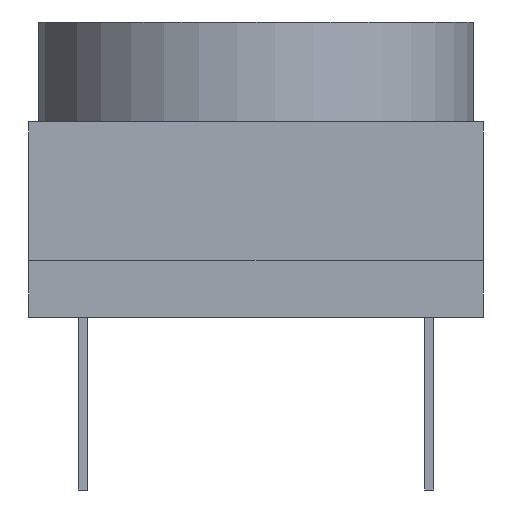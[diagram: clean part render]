
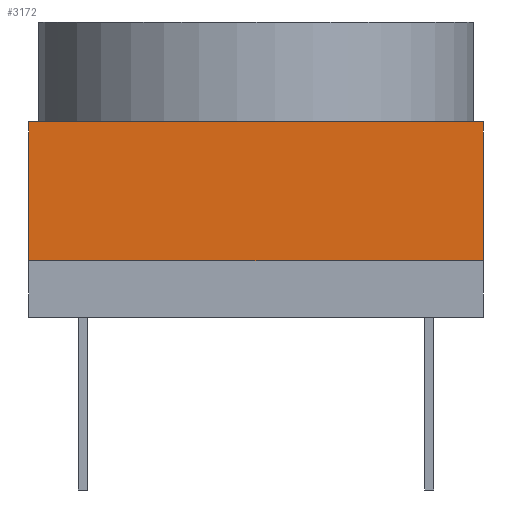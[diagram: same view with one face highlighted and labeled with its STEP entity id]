
A CAD part, front view. The second image highlights one B-rep face of the part: STEP entity #3172.
In plain terms, the highlighted planar face has unit normal (0, -1, 0).
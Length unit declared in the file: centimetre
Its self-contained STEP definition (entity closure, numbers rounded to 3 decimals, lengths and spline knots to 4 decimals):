
#340=LINE('',#4174,#672);
#524=LINE('',#5484,#856);
#530=LINE('',#5497,#862);
#536=LINE('',#5510,#868);
#672=VECTOR('',#3562,1.);
#856=VECTOR('',#3854,1.);
#862=VECTOR('',#3864,1.);
#868=VECTOR('',#3884,1.);
#1041=FACE_OUTER_BOUND('',#1234,.T.);
#1234=EDGE_LOOP('',(#2881,#2882,#2883,#2884));
#1280=VERTEX_POINT('',#4006);
#1332=VERTEX_POINT('',#4170);
#1531=VERTEX_POINT('',#5481);
#1532=VERTEX_POINT('',#5483);
#1676=EDGE_CURVE('',#1280,#1332,#340,.T.);
#1973=EDGE_CURVE('',#1532,#1531,#524,.T.);
#1980=EDGE_CURVE('',#1531,#1280,#530,.T.);
#1986=EDGE_CURVE('',#1332,#1532,#536,.T.);
#2881=ORIENTED_EDGE('',*,*,#1973,.T.);
#2882=ORIENTED_EDGE('',*,*,#1980,.T.);
#2883=ORIENTED_EDGE('',*,*,#1676,.T.);
#2884=ORIENTED_EDGE('',*,*,#1986,.T.);
#2999=PLANE('',#3308);
#3172=ADVANCED_FACE('',(#1041),#2999,.T.);
#3308=AXIS2_PLACEMENT_3D('',#5511,#3885,#3886);
#3562=DIRECTION('',(1.,0.,0.));
#3854=DIRECTION('',(-1.,0.,0.));
#3864=DIRECTION('',(0.,0.,-1.));
#3884=DIRECTION('',(0.,0.,1.));
#3885=DIRECTION('center_axis',(0.,-1.,0.));
#3886=DIRECTION('ref_axis',(0.,0.,
-1.));
#4006=CARTESIAN_POINT('',(-0.5,-0.5,-0.1525));
#4170=CARTESIAN_POINT('',(0.5,-0.5,-0.1525));
#4174=CARTESIAN_POINT('',(-0.5,-0.5,-0.1525));
#5481=CARTESIAN_POINT('',(-0.5,-0.5,0.1525));
#5483=CARTESIAN_POINT('',(0.5,-0.5,0.1525));
#5484=CARTESIAN_POINT('',(-0.5,-0.5,0.1525));
#5497=CARTESIAN_POINT('',(-0.5,-0.5,0.));
#5510=CARTESIAN_POINT('',(0.5,-0.5,0.));
#5511=CARTESIAN_POINT('Origin',(0.5,-0.5,0.));
